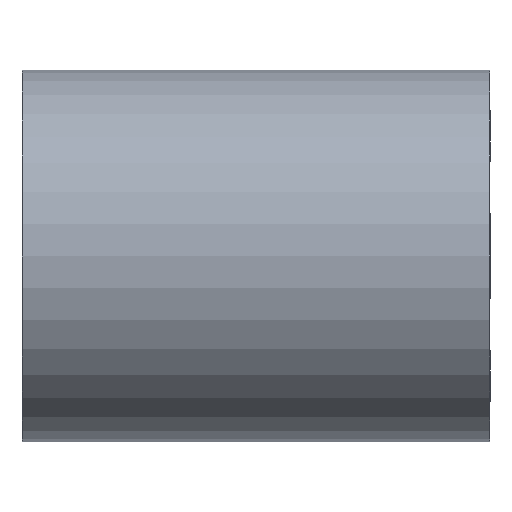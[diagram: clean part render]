
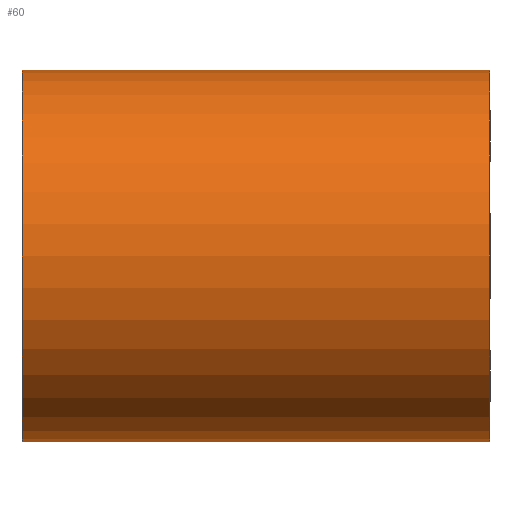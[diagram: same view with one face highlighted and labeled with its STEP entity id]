
A CAD part, left-side view. The second image highlights one B-rep face of the part: STEP entity #60.
In plain terms, the highlighted cylindrical face has radius 3.175 mm (diameter 6.35 mm), a partial arc.
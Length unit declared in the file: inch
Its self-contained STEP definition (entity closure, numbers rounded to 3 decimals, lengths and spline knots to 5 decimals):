
#36 = CARTESIAN_POINT ( 'NONE',  ( 0., 0.4, -0.125 ) ) ;
#43 = CIRCLE ( 'NONE', #105, 0.125 ) ;
#45 = CARTESIAN_POINT ( 'NONE',  ( 0., 0.4, 0.125 ) ) ;
#60 = ADVANCED_FACE ( 'NONE', ( #95 ), #393, .T. ) ;
#89 = CARTESIAN_POINT ( 'NONE',  ( 0., 0.085, -0.125 ) ) ;
#90 = EDGE_CURVE ( 'NONE', #193, #150, #138, .T. ) ;
#94 = VERTEX_POINT ( 'NONE', #89 ) ;
#95 = FACE_OUTER_BOUND ( 'NONE', #430, .T. ) ;
#105 = AXIS2_PLACEMENT_3D ( 'NONE', #177, #473, #421 ) ;
#108 = DIRECTION ( 'NONE',  ( 0., 1., 0. ) ) ;
#138 = LINE ( 'NONE', #45, #206 ) ;
#147 = AXIS2_PLACEMENT_3D ( 'NONE', #513, #184, #517 ) ;
#150 = VERTEX_POINT ( 'NONE', #519 ) ;
#177 = CARTESIAN_POINT ( 'NONE',  ( 0., 0.4, 0. ) ) ;
#184 = DIRECTION ( 'NONE',  ( 0., -1., 0. ) ) ;
#193 = VERTEX_POINT ( 'NONE', #491 ) ;
#202 = ORIENTED_EDGE ( 'NONE', *, *, #314, .T. ) ;
#206 = VECTOR ( 'NONE', #225, 39.37008 ) ;
#225 = DIRECTION ( 'NONE',  ( 0., -1., 0. ) ) ;
#247 = DIRECTION ( 'NONE',  ( 0., 0., -1. ) ) ;
#251 = ORIENTED_EDGE ( 'NONE', *, *, #379, .T. ) ;
#266 = AXIS2_PLACEMENT_3D ( 'NONE', #458, #108, #247 ) ;
#273 = VERTEX_POINT ( 'NONE', #36 ) ;
#303 = DIRECTION ( 'NONE',  ( 0., -1., 0. ) ) ;
#314 = EDGE_CURVE ( 'NONE', #94, #150, #538, .T. ) ;
#379 = EDGE_CURVE ( 'NONE', #273, #94, #431, .T. ) ;
#382 = CARTESIAN_POINT ( 'NONE',  ( 0., 0.4, -0.125 ) ) ;
#393 = CYLINDRICAL_SURFACE ( 'NONE', #147, 0.125 ) ;
#421 = DIRECTION ( 'NONE',  ( 0., 0., -1. ) ) ;
#430 = EDGE_LOOP ( 'NONE', ( #490, #456, #251, #202 ) ) ;
#431 = LINE ( 'NONE', #382, #509 ) ;
#443 = EDGE_CURVE ( 'NONE', #193, #273, #43, .T. ) ;
#456 = ORIENTED_EDGE ( 'NONE', *, *, #443, .T. ) ;
#458 = CARTESIAN_POINT ( 'NONE',  ( 0., 0.085, 0. ) ) ;
#473 = DIRECTION ( 'NONE',  ( 0., -1., 0. ) ) ;
#490 = ORIENTED_EDGE ( 'NONE', *, *, #90, .F. ) ;
#491 = CARTESIAN_POINT ( 'NONE',  ( 0., 0.4, 0.125 ) ) ;
#509 = VECTOR ( 'NONE', #303, 39.37008 ) ;
#513 = CARTESIAN_POINT ( 'NONE',  ( 0., 0.4, 0. ) ) ;
#517 = DIRECTION ( 'NONE',  ( 0., 0., -1. ) ) ;
#519 = CARTESIAN_POINT ( 'NONE',  ( 0., 0.085, 0.125 ) ) ;
#538 = CIRCLE ( 'NONE', #266, 0.125 ) ;
